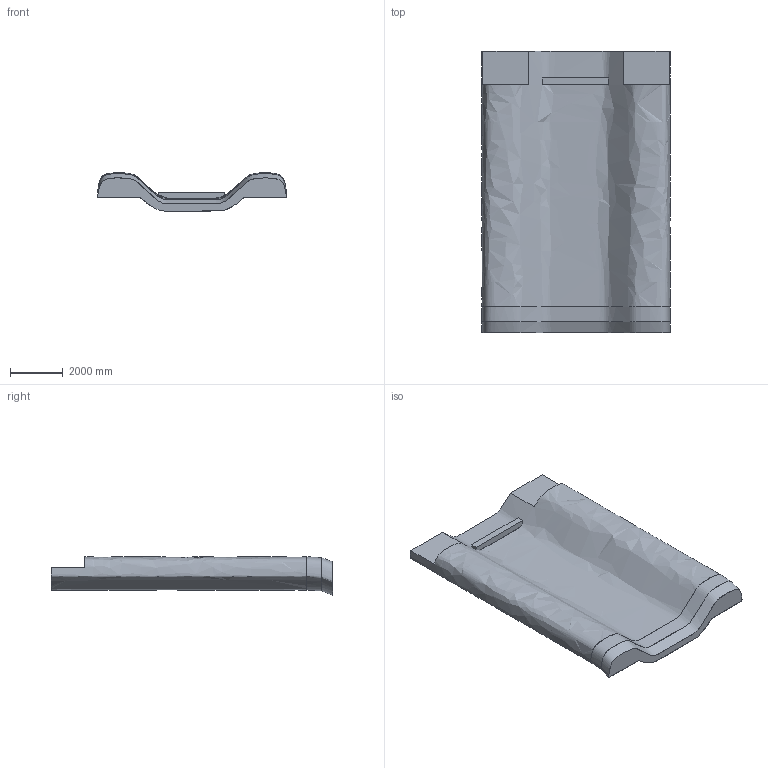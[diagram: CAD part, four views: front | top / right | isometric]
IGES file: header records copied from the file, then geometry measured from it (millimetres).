
Global section: file name: Laumans Tiefa XL variabel- dobbelvinge2.igs; native system:  3D Studio VIZ R3.0 ; preprocessor:  3D Studio VIZ Iges Exporter R3.0 ; author: No Author specified; organization: No Organization specified; units: inch
Bounding box: 7123.26 x 10642.62 x 1454.76 mm (x, y, z)
Surface area: 180823209.7 mm2 (no closed solid volume)
Topology: 0 solids, 0 shells, 12 faces, 54 edges, 49 vertices
Faces by surface type: bspline 12
